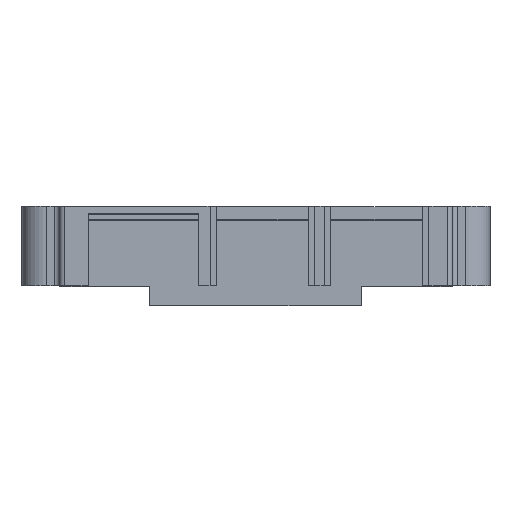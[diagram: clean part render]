
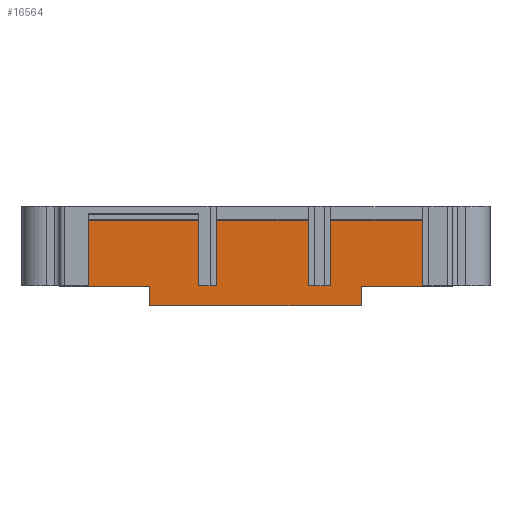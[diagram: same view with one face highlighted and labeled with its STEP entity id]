
A CAD part, top view. The second image highlights one B-rep face of the part: STEP entity #16564.
In plain terms, the highlighted planar face has unit normal (0, 0, 1).
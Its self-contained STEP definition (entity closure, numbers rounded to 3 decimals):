
#182 = PLANE('',#183);
#183 = AXIS2_PLACEMENT_3D('',#184,#185,#186);
#184 = CARTESIAN_POINT('',(0.,0.,0.));
#185 = DIRECTION('',(0.,1.,0.));
#186 = DIRECTION('',(1.,0.,0.));
#210 = CYLINDRICAL_SURFACE('',#211,1.);
#211 = AXIS2_PLACEMENT_3D('',#212,#213,#214);
#212 = CARTESIAN_POINT('',(59.,-33.706,-92.));
#213 = DIRECTION('',(0.,1.,0.));
#214 = DIRECTION('',(1.,0.,0.));
#238 = PLANE('',#239);
#239 = AXIS2_PLACEMENT_3D('',#240,#241,#242);
#240 = CARTESIAN_POINT('',(62.,-10.5,-95.));
#241 = DIRECTION('',(0.,1.,0.));
#242 = DIRECTION('',(0.,0.,1.));
#1671 = VERTEX_POINT('',#1672);
#1672 = CARTESIAN_POINT('',(59.,0.,-93.));
#1698 = EDGE_CURVE('',#1699,#1671,#1701,.T.);
#1699 = VERTEX_POINT('',#1700);
#1700 = CARTESIAN_POINT('',(3.,0.,-93.));
#1701 = SURFACE_CURVE('',#1702,(#1706,#1713),.PCURVE_S1.);
#1702 = LINE('',#1703,#1704);
#1703 = CARTESIAN_POINT('',(3.,0.,-93.));
#1704 = VECTOR('',#1705,1.);
#1705 = DIRECTION('',(1.,0.,0.));
#1706 = PCURVE('',#182,#1707);
#1707 = DEFINITIONAL_REPRESENTATION('',(#1708),#1712);
#1708 = LINE('',#1709,#1710);
#1709 = CARTESIAN_POINT('',(3.,93.));
#1710 = VECTOR('',#1711,1.);
#1711 = DIRECTION('',(1.,0.));
#1712 = ( GEOMETRIC_REPRESENTATION_CONTEXT(2) 
PARAMETRIC_REPRESENTATION_CONTEXT() REPRESENTATION_CONTEXT('2D SPACE',''
  ) );
#1713 = PCURVE('',#1714,#1719);
#1714 = PLANE('',#1715);
#1715 = AXIS2_PLACEMENT_3D('',#1716,#1717,#1718);
#1716 = CARTESIAN_POINT('',(2.,2.,-93.));
#1717 = DIRECTION('',(0.,0.,1.));
#1718 = DIRECTION('',(1.,0.,0.));
#1719 = DEFINITIONAL_REPRESENTATION('',(#1720),#1724);
#1720 = LINE('',#1721,#1722);
#1721 = CARTESIAN_POINT('',(1.,-2.));
#1722 = VECTOR('',#1723,1.);
#1723 = DIRECTION('',(1.,0.));
#1724 = ( GEOMETRIC_REPRESENTATION_CONTEXT(2) 
PARAMETRIC_REPRESENTATION_CONTEXT() REPRESENTATION_CONTEXT('2D SPACE',''
  ) );
#1747 = CYLINDRICAL_SURFACE('',#1748,1.);
#1748 = AXIS2_PLACEMENT_3D('',#1749,#1750,#1751);
#1749 = CARTESIAN_POINT('',(3.,-33.706,-92.));
#1750 = DIRECTION('',(0.,1.,0.));
#1751 = DIRECTION('',(0.,0.,-1.));
#14955 = VERTEX_POINT('',#14956);
#14956 = CARTESIAN_POINT('',(47.6,-10.5,-93.));
#14970 = PLANE('',#14971);
#14971 = AXIS2_PLACEMENT_3D('',#14972,#14973,#14974);
#14972 = CARTESIAN_POINT('',(47.6,-7.65,-95.));
#14973 = DIRECTION('',(1.,0.,0.));
#14974 = DIRECTION('',(0.,-1.,0.));
#14982 = EDGE_CURVE('',#14955,#14983,#14985,.T.);
#14983 = VERTEX_POINT('',#14984);
#14984 = CARTESIAN_POINT('',(59.,-10.5,-93.));
#14985 = SURFACE_CURVE('',#14986,(#14990,#14997),.PCURVE_S1.);
#14986 = LINE('',#14987,#14988);
#14987 = CARTESIAN_POINT('',(47.6,-10.5,-93.));
#14988 = VECTOR('',#14989,1.);
#14989 = DIRECTION('',(1.,0.,0.));
#14990 = PCURVE('',#238,#14991);
#14991 = DEFINITIONAL_REPRESENTATION('',(#14992),#14996);
#14992 = LINE('',#14993,#14994);
#14993 = CARTESIAN_POINT('',(2.,-14.4));
#14994 = VECTOR('',#14995,1.);
#14995 = DIRECTION('',(0.,1.));
#14996 = ( GEOMETRIC_REPRESENTATION_CONTEXT(2) 
PARAMETRIC_REPRESENTATION_CONTEXT() REPRESENTATION_CONTEXT('2D SPACE',''
  ) );
#14997 = PCURVE('',#1714,#14998);
#14998 = DEFINITIONAL_REPRESENTATION('',(#14999),#15003);
#14999 = LINE('',#15000,#15001);
#15000 = CARTESIAN_POINT('',(45.6,-12.5));
#15001 = VECTOR('',#15002,1.);
#15002 = DIRECTION('',(1.,0.));
#15003 = ( GEOMETRIC_REPRESENTATION_CONTEXT(2) 
PARAMETRIC_REPRESENTATION_CONTEXT() REPRESENTATION_CONTEXT('2D SPACE',''
  ) );
#15103 = EDGE_CURVE('',#14983,#1671,#15104,.T.);
#15104 = SURFACE_CURVE('',#15105,(#15109,#15116),.PCURVE_S1.);
#15105 = LINE('',#15106,#15107);
#15106 = CARTESIAN_POINT('',(59.,-10.5,-93.));
#15107 = VECTOR('',#15108,1.);
#15108 = DIRECTION('',(0.,1.,0.));
#15109 = PCURVE('',#210,#15110);
#15110 = DEFINITIONAL_REPRESENTATION('',(#15111),#15115);
#15111 = LINE('',#15112,#15113);
#15112 = CARTESIAN_POINT('',(1.571,23.206));
#15113 = VECTOR('',#15114,1.);
#15114 = DIRECTION('',(0.,1.));
#15115 = ( GEOMETRIC_REPRESENTATION_CONTEXT(2) 
PARAMETRIC_REPRESENTATION_CONTEXT() REPRESENTATION_CONTEXT('2D SPACE',''
  ) );
#15116 = PCURVE('',#1714,#15117);
#15117 = DEFINITIONAL_REPRESENTATION('',(#15118),#15122);
#15118 = LINE('',#15119,#15120);
#15119 = CARTESIAN_POINT('',(57.,-12.5));
#15120 = VECTOR('',#15121,1.);
#15121 = DIRECTION('',(0.,1.));
#15122 = ( GEOMETRIC_REPRESENTATION_CONTEXT(2) 
PARAMETRIC_REPRESENTATION_CONTEXT() REPRESENTATION_CONTEXT('2D SPACE',''
  ) );
#16076 = PLANE('',#16077);
#16077 = AXIS2_PLACEMENT_3D('',#16078,#16079,#16080);
#16078 = CARTESIAN_POINT('',(62.,-10.5,-95.));
#16079 = DIRECTION('',(0.,1.,0.));
#16080 = DIRECTION('',(0.,0.,1.));
#16470 = EDGE_CURVE('',#16471,#1699,#16473,.T.);
#16471 = VERTEX_POINT('',#16472);
#16472 = CARTESIAN_POINT('',(3.,-10.5,-93.));
#16473 = SURFACE_CURVE('',#16474,(#16478,#16485),.PCURVE_S1.);
#16474 = LINE('',#16475,#16476);
#16475 = CARTESIAN_POINT('',(3.,-10.5,-93.));
#16476 = VECTOR('',#16477,1.);
#16477 = DIRECTION('',(0.,1.,0.));
#16478 = PCURVE('',#1747,#16479);
#16479 = DEFINITIONAL_REPRESENTATION('',(#16480),#16484);
#16480 = LINE('',#16481,#16482);
#16481 = CARTESIAN_POINT('',(0.,23.206));
#16482 = VECTOR('',#16483,1.);
#16483 = DIRECTION('',(0.,1.));
#16484 = ( GEOMETRIC_REPRESENTATION_CONTEXT(2) 
PARAMETRIC_REPRESENTATION_CONTEXT() REPRESENTATION_CONTEXT('2D SPACE',''
  ) );
#16485 = PCURVE('',#1714,#16486);
#16486 = DEFINITIONAL_REPRESENTATION('',(#16487),#16491);
#16487 = LINE('',#16488,#16489);
#16488 = CARTESIAN_POINT('',(1.,-12.5));
#16489 = VECTOR('',#16490,1.);
#16490 = DIRECTION('',(0.,1.));
#16491 = ( GEOMETRIC_REPRESENTATION_CONTEXT(2) 
PARAMETRIC_REPRESENTATION_CONTEXT() REPRESENTATION_CONTEXT('2D SPACE',''
  ) );
#16564 = ADVANCED_FACE('',(#16565),#1714,.T.);
#16565 = FACE_BOUND('',#16566,.F.);
#16566 = EDGE_LOOP('',(#16567,#16568,#16569,#16592,#16620,#16648,#16669,
    #16670));
#16567 = ORIENTED_EDGE('',*,*,#15103,.F.);
#16568 = ORIENTED_EDGE('',*,*,#14982,.F.);
#16569 = ORIENTED_EDGE('',*,*,#16570,.T.);
#16570 = EDGE_CURVE('',#14955,#16571,#16573,.T.);
#16571 = VERTEX_POINT('',#16572);
#16572 = CARTESIAN_POINT('',(47.6,-13.5,-93.));
#16573 = SURFACE_CURVE('',#16574,(#16578,#16585),.PCURVE_S1.);
#16574 = LINE('',#16575,#16576);
#16575 = CARTESIAN_POINT('',(47.6,-10.5,-93.));
#16576 = VECTOR('',#16577,1.);
#16577 = DIRECTION('',(0.,-1.,0.));
#16578 = PCURVE('',#1714,#16579);
#16579 = DEFINITIONAL_REPRESENTATION('',(#16580),#16584);
#16580 = LINE('',#16581,#16582);
#16581 = CARTESIAN_POINT('',(45.6,-12.5));
#16582 = VECTOR('',#16583,1.);
#16583 = DIRECTION('',(0.,-1.));
#16584 = ( GEOMETRIC_REPRESENTATION_CONTEXT(2) 
PARAMETRIC_REPRESENTATION_CONTEXT() REPRESENTATION_CONTEXT('2D SPACE',''
  ) );
#16585 = PCURVE('',#14970,#16586);
#16586 = DEFINITIONAL_REPRESENTATION('',(#16587),#16591);
#16587 = LINE('',#16588,#16589);
#16588 = CARTESIAN_POINT('',(2.85,-2.));
#16589 = VECTOR('',#16590,1.);
#16590 = DIRECTION('',(1.,0.));
#16591 = ( GEOMETRIC_REPRESENTATION_CONTEXT(2) 
PARAMETRIC_REPRESENTATION_CONTEXT() REPRESENTATION_CONTEXT('2D SPACE',''
  ) );
#16592 = ORIENTED_EDGE('',*,*,#16593,.T.);
#16593 = EDGE_CURVE('',#16571,#16594,#16596,.T.);
#16594 = VERTEX_POINT('',#16595);
#16595 = CARTESIAN_POINT('',(14.2,-13.5,-93.));
#16596 = SURFACE_CURVE('',#16597,(#16601,#16608),.PCURVE_S1.);
#16597 = LINE('',#16598,#16599);
#16598 = CARTESIAN_POINT('',(47.6,-13.5,-93.));
#16599 = VECTOR('',#16600,1.);
#16600 = DIRECTION('',(-1.,0.,0.));
#16601 = PCURVE('',#1714,#16602);
#16602 = DEFINITIONAL_REPRESENTATION('',(#16603),#16607);
#16603 = LINE('',#16604,#16605);
#16604 = CARTESIAN_POINT('',(45.6,-15.5));
#16605 = VECTOR('',#16606,1.);
#16606 = DIRECTION('',(-1.,0.));
#16607 = ( GEOMETRIC_REPRESENTATION_CONTEXT(2) 
PARAMETRIC_REPRESENTATION_CONTEXT() REPRESENTATION_CONTEXT('2D SPACE',''
  ) );
#16608 = PCURVE('',#16609,#16614);
#16609 = PLANE('',#16610);
#16610 = AXIS2_PLACEMENT_3D('',#16611,#16612,#16613);
#16611 = CARTESIAN_POINT('',(47.6,-13.5,-95.));
#16612 = DIRECTION('',(0.,-1.,0.));
#16613 = DIRECTION('',(-1.,0.,0.));
#16614 = DEFINITIONAL_REPRESENTATION('',(#16615),#16619);
#16615 = LINE('',#16616,#16617);
#16616 = CARTESIAN_POINT('',(0.,-2.));
#16617 = VECTOR('',#16618,1.);
#16618 = DIRECTION('',(1.,0.));
#16619 = ( GEOMETRIC_REPRESENTATION_CONTEXT(2) 
PARAMETRIC_REPRESENTATION_CONTEXT() REPRESENTATION_CONTEXT('2D SPACE',''
  ) );
#16620 = ORIENTED_EDGE('',*,*,#16621,.T.);
#16621 = EDGE_CURVE('',#16594,#16622,#16624,.T.);
#16622 = VERTEX_POINT('',#16623);
#16623 = CARTESIAN_POINT('',(14.2,-10.5,-93.));
#16624 = SURFACE_CURVE('',#16625,(#16629,#16636),.PCURVE_S1.);
#16625 = LINE('',#16626,#16627);
#16626 = CARTESIAN_POINT('',(14.2,-13.5,-93.));
#16627 = VECTOR('',#16628,1.);
#16628 = DIRECTION('',(0.,1.,0.));
#16629 = PCURVE('',#1714,#16630);
#16630 = DEFINITIONAL_REPRESENTATION('',(#16631),#16635);
#16631 = LINE('',#16632,#16633);
#16632 = CARTESIAN_POINT('',(12.2,-15.5));
#16633 = VECTOR('',#16634,1.);
#16634 = DIRECTION('',(0.,1.));
#16635 = ( GEOMETRIC_REPRESENTATION_CONTEXT(2) 
PARAMETRIC_REPRESENTATION_CONTEXT() REPRESENTATION_CONTEXT('2D SPACE',''
  ) );
#16636 = PCURVE('',#16637,#16642);
#16637 = PLANE('',#16638);
#16638 = AXIS2_PLACEMENT_3D('',#16639,#16640,#16641);
#16639 = CARTESIAN_POINT('',(14.2,-13.5,-95.));
#16640 = DIRECTION('',(-1.,0.,0.));
#16641 = DIRECTION('',(0.,1.,0.));
#16642 = DEFINITIONAL_REPRESENTATION('',(#16643),#16647);
#16643 = LINE('',#16644,#16645);
#16644 = CARTESIAN_POINT('',(0.,-2.));
#16645 = VECTOR('',#16646,1.);
#16646 = DIRECTION('',(1.,0.));
#16647 = ( GEOMETRIC_REPRESENTATION_CONTEXT(2) 
PARAMETRIC_REPRESENTATION_CONTEXT() REPRESENTATION_CONTEXT('2D SPACE',''
  ) );
#16648 = ORIENTED_EDGE('',*,*,#16649,.F.);
#16649 = EDGE_CURVE('',#16471,#16622,#16650,.T.);
#16650 = SURFACE_CURVE('',#16651,(#16655,#16662),.PCURVE_S1.);
#16651 = LINE('',#16652,#16653);
#16652 = CARTESIAN_POINT('',(3.,-10.5,-93.));
#16653 = VECTOR('',#16654,1.);
#16654 = DIRECTION('',(1.,0.,0.));
#16655 = PCURVE('',#1714,#16656);
#16656 = DEFINITIONAL_REPRESENTATION('',(#16657),#16661);
#16657 = LINE('',#16658,#16659);
#16658 = CARTESIAN_POINT('',(1.,-12.5));
#16659 = VECTOR('',#16660,1.);
#16660 = DIRECTION('',(1.,0.));
#16661 = ( GEOMETRIC_REPRESENTATION_CONTEXT(2) 
PARAMETRIC_REPRESENTATION_CONTEXT() REPRESENTATION_CONTEXT('2D SPACE',''
  ) );
#16662 = PCURVE('',#16076,#16663);
#16663 = DEFINITIONAL_REPRESENTATION('',(#16664),#16668);
#16664 = LINE('',#16665,#16666);
#16665 = CARTESIAN_POINT('',(2.,-59.));
#16666 = VECTOR('',#16667,1.);
#16667 = DIRECTION('',(0.,1.));
#16668 = ( GEOMETRIC_REPRESENTATION_CONTEXT(2) 
PARAMETRIC_REPRESENTATION_CONTEXT() REPRESENTATION_CONTEXT('2D SPACE',''
  ) );
#16669 = ORIENTED_EDGE('',*,*,#16470,.T.);
#16670 = ORIENTED_EDGE('',*,*,#1698,.T.);
